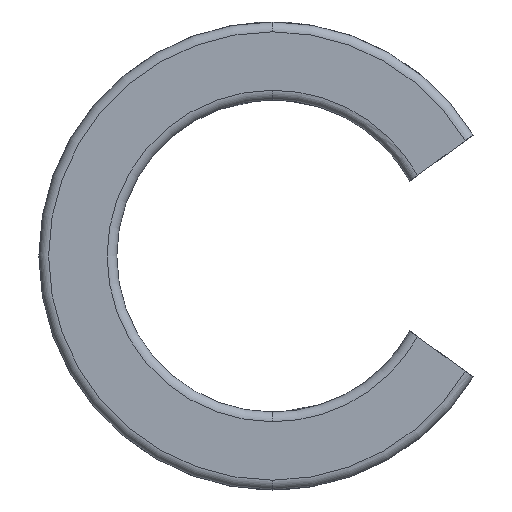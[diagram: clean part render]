
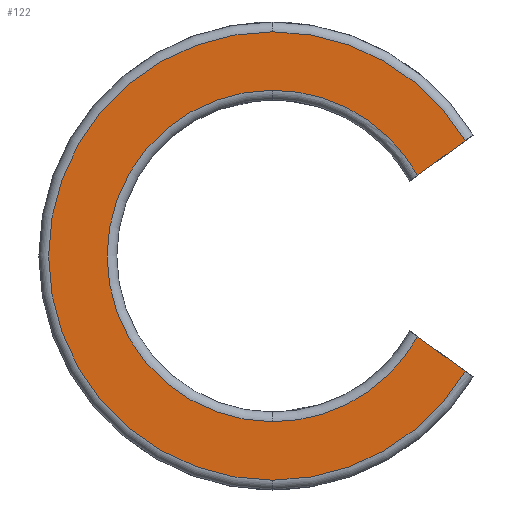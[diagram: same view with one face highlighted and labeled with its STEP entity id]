
A CAD part, left-side view. The second image highlights one B-rep face of the part: STEP entity #122.
In plain terms, the highlighted planar face has unit normal (-1, 0, 0).
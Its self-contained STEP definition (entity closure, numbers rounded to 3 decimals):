
#122 = ADVANCED_FACE( '', ( #222 ), #223, .T. );
#222 = FACE_OUTER_BOUND( '', #322, .T. );
#223 = PLANE( '', #323 );
#322 = EDGE_LOOP( '', ( #741, #742, #743, #744, #745, #746, #747, #748 ) );
#323 = AXIS2_PLACEMENT_3D( '', #749, #750, #751 );
#741 = ORIENTED_EDGE( '', *, *, #870, .T. );
#742 = ORIENTED_EDGE( '', *, *, #893, .T. );
#743 = ORIENTED_EDGE( '', *, *, #759, .T. );
#744 = ORIENTED_EDGE( '', *, *, #755, .T. );
#745 = ORIENTED_EDGE( '', *, *, #843, .T. );
#746 = ORIENTED_EDGE( '', *, *, #791, .F. );
#747 = ORIENTED_EDGE( '', *, *, #795, .F. );
#748 = ORIENTED_EDGE( '', *, *, #884, .F. );
#749 = CARTESIAN_POINT( '', ( 0., 31.25, 0. ) );
#750 = DIRECTION( '', ( -1., 0., 0. ) );
#751 = DIRECTION( '', ( 0., 1., 0. ) );
#755 = EDGE_CURVE( '', #894, #899, #901, .T. );
#759 = EDGE_CURVE( '', #903, #894, #908, .T. );
#791 = EDGE_CURVE( '', #967, #969, #970, .T. );
#795 = EDGE_CURVE( '', #974, #967, #976, .T. );
#843 = EDGE_CURVE( '', #899, #969, #1061, .T. );
#870 = EDGE_CURVE( '', #1106, #1104, #1107, .T. );
#884 = EDGE_CURVE( '', #1106, #974, #1122, .T. );
#893 = EDGE_CURVE( '', #1104, #903, #1131, .T. );
#894 = VERTEX_POINT( '', #1132 );
#899 = VERTEX_POINT( '', #1137 );
#901 = CIRCLE( '', #1156, 35.938 );
#903 = VERTEX_POINT( '', #1158 );
#908 = CIRCLE( '', #1163, 35.938 );
#967 = VERTEX_POINT( '', #1315 );
#969 = VERTEX_POINT( '', #1317 );
#970 = CIRCLE( '', #1318, 26.563 );
#974 = VERTEX_POINT( '', #1339 );
#976 = CIRCLE( '', #1341, 26.563 );
#1061 = LINE( '', #1698, #1699 );
#1104 = VERTEX_POINT( '', #1783 );
#1106 = VERTEX_POINT( '', #1802 );
#1107 = LINE( '', #1803, #1804 );
#1122 = CIRCLE( '', #1854, 26.563 );
#1131 = CIRCLE( '', #1863, 35.938 );
#1132 = CARTESIAN_POINT( '', ( 0., 0., -35.938 ) );
#1137 = CARTESIAN_POINT( '', ( 0., -30.831, -18.465 ) );
#1156 = AXIS2_PLACEMENT_3D( '', #1870, #1871, #1872 );
#1158 = CARTESIAN_POINT( '', ( 0., 0., 35.938 ) );
#1163 = AXIS2_PLACEMENT_3D( '', #1882, #1883, #1884 );
#1315 = CARTESIAN_POINT( '', ( 0., 0., -26.563 ) );
#1317 = CARTESIAN_POINT( '', ( 0., -23.206, -12.926 ) );
#1318 = AXIS2_PLACEMENT_3D( '', #1949, #1950, #1951 );
#1339 = CARTESIAN_POINT( '', ( 0., 0., 26.563 ) );
#1341 = AXIS2_PLACEMENT_3D( '', #1958, #1959, #1960 );
#1698 = CARTESIAN_POINT( '', ( 0., 6.584, 8.718 ) );
#1699 = VECTOR( '', #2035, 1. );
#1783 = CARTESIAN_POINT( '', ( 0., -30.831, 18.465 ) );
#1802 = CARTESIAN_POINT( '', ( 0., -23.206, 12.926 ) );
#1803 = CARTESIAN_POINT( '', ( 0., -6.961, 1.123 ) );
#1804 = VECTOR( '', #2060, 1. );
#1854 = AXIS2_PLACEMENT_3D( '', #2092, #2093, #2094 );
#1863 = AXIS2_PLACEMENT_3D( '', #2119, #2120, #2121 );
#1870 = CARTESIAN_POINT( '', ( 0., 0., 0. ) );
#1871 = DIRECTION( '', ( -1., 0., 0. ) );
#1872 = DIRECTION( '', ( 0., 1., 0. ) );
#1882 = CARTESIAN_POINT( '', ( 0., 0., 0. ) );
#1883 = DIRECTION( '', ( -1., 0., 0. ) );
#1884 = DIRECTION( '', ( 0., 1., 0. ) );
#1949 = CARTESIAN_POINT( '', ( 0., 0., 0. ) );
#1950 = DIRECTION( '', ( -1., 0., 0. ) );
#1951 = DIRECTION( '', ( 0., 1., 0. ) );
#1958 = CARTESIAN_POINT( '', ( 0., 0., 0. ) );
#1959 = DIRECTION( '', ( -1., 0., 0. ) );
#1960 = DIRECTION( '', ( 0., 1., 0. ) );
#2035 = DIRECTION( '', ( 0., 0.809, 0.588 ) );
#2060 = DIRECTION( '', ( 0., -0.809, 0.588 ) );
#2092 = CARTESIAN_POINT( '', ( 0., 0., 0. ) );
#2093 = DIRECTION( '', ( -1., 0., 0. ) );
#2094 = DIRECTION( '', ( 0., 1., 0. ) );
#2119 = CARTESIAN_POINT( '', ( 0., 0., 0. ) );
#2120 = DIRECTION( '', ( -1., 0., 0. ) );
#2121 = DIRECTION( '', ( 0., 1., 0. ) );
